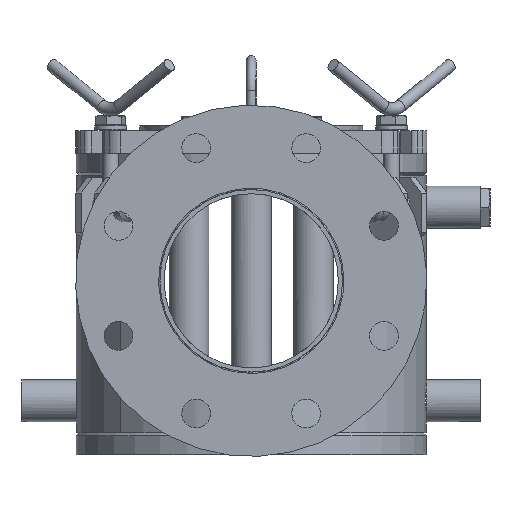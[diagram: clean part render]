
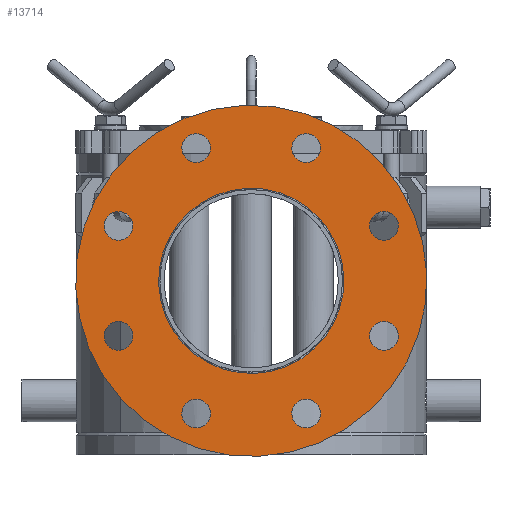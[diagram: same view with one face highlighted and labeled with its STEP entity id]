
A CAD part, left-side view. The second image highlights one B-rep face of the part: STEP entity #13714.
In plain terms, the highlighted planar face has unit normal (-1, 0, 0).
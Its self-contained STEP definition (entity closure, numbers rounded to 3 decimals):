
#551=FACE_BOUND('',#1919,.T.);
#552=FACE_BOUND('',#1920,.T.);
#553=FACE_BOUND('',#1921,.T.);
#554=FACE_BOUND('',#1922,.T.);
#555=FACE_BOUND('',#1923,.T.);
#556=FACE_BOUND('',#1924,.T.);
#557=FACE_BOUND('',#1925,.T.);
#558=FACE_BOUND('',#1926,.T.);
#559=FACE_BOUND('',#1927,.T.);
#730=PLANE('',#14563);
#1138=FACE_OUTER_BOUND('',#1918,.T.);
#1918=EDGE_LOOP('',(#8779));
#1919=EDGE_LOOP('',(#8780));
#1920=EDGE_LOOP('',(#8781));
#1921=EDGE_LOOP('',(#8782));
#1922=EDGE_LOOP('',(#8783));
#1923=EDGE_LOOP('',(#8784));
#1924=EDGE_LOOP('',(#8785));
#1925=EDGE_LOOP('',(#8786));
#1926=EDGE_LOOP('',(#8787));
#1927=EDGE_LOOP('',(#8788));
#4669=CIRCLE('',#14534,9.);
#4671=CIRCLE('',#14537,9.);
#4673=CIRCLE('',#14540,9.);
#4675=CIRCLE('',#14543,9.);
#4677=CIRCLE('',#14546,9.);
#4679=CIRCLE('',#14549,9.);
#4681=CIRCLE('',#14552,9.);
#4683=CIRCLE('',#14555,9.);
#4686=CIRCLE('',#14559,58.);
#4687=CIRCLE('',#14561,110.);
#5412=VERTEX_POINT('',#19824);
#5414=VERTEX_POINT('',#19830);
#5416=VERTEX_POINT('',#19836);
#5418=VERTEX_POINT('',#19842);
#5420=VERTEX_POINT('',#19848);
#5422=VERTEX_POINT('',#19854);
#5424=VERTEX_POINT('',#19860);
#5426=VERTEX_POINT('',#19866);
#5429=VERTEX_POINT('',#19874);
#5430=VERTEX_POINT('',#19878);
#6760=EDGE_CURVE('',#5412,#5412,#4669,.T.);
#6763=EDGE_CURVE('',#5414,#5414,#4671,.T.);
#6766=EDGE_CURVE('',#5416,#5416,#4673,.T.);
#6769=EDGE_CURVE('',#5418,#5418,#4675,.T.);
#6772=EDGE_CURVE('',#5420,#5420,#4677,.T.);
#6775=EDGE_CURVE('',#5422,#5422,#4679,.T.);
#6778=EDGE_CURVE('',#5424,#5424,#4681,.T.);
#6781=EDGE_CURVE('',#5426,#5426,#4683,.T.);
#6786=EDGE_CURVE('',#5429,#5429,#4686,.T.);
#6787=EDGE_CURVE('',#5430,#5430,#4687,.T.);
#8779=ORIENTED_EDGE('',*,*,#6787,.F.);
#8780=ORIENTED_EDGE('',*,*,#6760,.T.);
#8781=ORIENTED_EDGE('',*,*,#6763,.T.);
#8782=ORIENTED_EDGE('',*,*,#6766,.T.);
#8783=ORIENTED_EDGE('',*,*,#6769,.T.);
#8784=ORIENTED_EDGE('',*,*,#6772,.T.);
#8785=ORIENTED_EDGE('',*,*,#6775,.T.);
#8786=ORIENTED_EDGE('',*,*,#6778,.T.);
#8787=ORIENTED_EDGE('',*,*,#6781,.T.);
#8788=ORIENTED_EDGE('',*,*,#6786,.T.);
#13714=ADVANCED_FACE('',(#1138,#551,#552,#553,#554,#555,#556,#557,#558,
#559),#730,.F.);
#14534=AXIS2_PLACEMENT_3D('',#19825,#15999,#16000);
#14537=AXIS2_PLACEMENT_3D('',#19831,#16006,#16007);
#14540=AXIS2_PLACEMENT_3D('',#19837,#16013,#16014);
#14543=AXIS2_PLACEMENT_3D('',#19843,#16020,#16021);
#14546=AXIS2_PLACEMENT_3D('',#19849,#16027,#16028);
#14549=AXIS2_PLACEMENT_3D('',#19855,#16034,#16035);
#14552=AXIS2_PLACEMENT_3D('',#19861,#16041,#16042);
#14555=AXIS2_PLACEMENT_3D('',#19867,#16048,#16049);
#14559=AXIS2_PLACEMENT_3D('',#19876,#16058,#16059);
#14561=AXIS2_PLACEMENT_3D('',#19879,#16062,#16063);
#14563=AXIS2_PLACEMENT_3D('',#19883,#16067,#16068);
#15999=DIRECTION('center_axis',(1.,0.,0.));
#16000=DIRECTION('ref_axis',(0.,-0.383,0.924));
#16006=DIRECTION('center_axis',(1.,0.,0.));
#16007=DIRECTION('ref_axis',(0.,-0.924,0.383));
#16013=DIRECTION('center_axis',(1.,0.,0.));
#16014=DIRECTION('ref_axis',(0.,-0.924,-0.383));
#16020=DIRECTION('center_axis',(1.,0.,0.));
#16021=DIRECTION('ref_axis',(0.,-0.383,-0.924));
#16027=DIRECTION('center_axis',(1.,0.,0.));
#16028=DIRECTION('ref_axis',(0.,0.383,-0.924));
#16034=DIRECTION('center_axis',(1.,0.,0.));
#16035=DIRECTION('ref_axis',(0.,0.924,-0.383));
#16041=DIRECTION('center_axis',(1.,0.,0.));
#16042=DIRECTION('ref_axis',(0.,0.924,0.383));
#16048=DIRECTION('center_axis',(1.,0.,0.));
#16049=DIRECTION('ref_axis',(0.,0.383,0.924));
#16058=DIRECTION('center_axis',(1.,0.,0.));
#16059=DIRECTION('ref_axis',(0.,0.383,0.924));
#16062=DIRECTION('center_axis',(1.,0.,0.));
#16063=DIRECTION('ref_axis',(0.,0.383,0.924));
#16067=DIRECTION('center_axis',(1.,0.,0.));
#16068=DIRECTION('ref_axis',(0.,0.383,0.924));
#19824=CARTESIAN_POINT('',(-180.,-79.705,40.244));
#19825=CARTESIAN_POINT('Origin',(-180.,-83.149,48.558));
#19830=CARTESIAN_POINT('',(-180.,-26.127,-3.593));
#19831=CARTESIAN_POINT('Origin',(-180.,-34.442,-0.149));
#19836=CARTESIAN_POINT('',(-180.,42.756,3.295));
#19837=CARTESIAN_POINT('Origin',(-180.,34.442,-0.149));
#19842=CARTESIAN_POINT('',(-180.,86.593,56.873));
#19843=CARTESIAN_POINT('Origin',(-180.,83.149,48.558));
#19848=CARTESIAN_POINT('',(-180.,79.705,125.756));
#19849=CARTESIAN_POINT('Origin',(-180.,83.149,117.442));
#19854=CARTESIAN_POINT('',(-180.,26.127,169.593));
#19855=CARTESIAN_POINT('Origin',(-180.,34.442,166.149));
#19860=CARTESIAN_POINT('',(-180.,-42.756,162.705));
#19861=CARTESIAN_POINT('Origin',(-180.,-34.442,166.149));
#19866=CARTESIAN_POINT('',(-180.,-86.593,109.127));
#19867=CARTESIAN_POINT('Origin',(-180.,-83.149,117.442));
#19874=CARTESIAN_POINT('',(-180.,-22.196,29.415));
#19876=CARTESIAN_POINT('Origin',(-180.,0.,
83.));
#19878=CARTESIAN_POINT('',(-180.,-42.095,-18.627));
#19879=CARTESIAN_POINT('Origin',(-180.,0.,
83.));
#19883=CARTESIAN_POINT('Origin',(-180.,0.,
83.));
